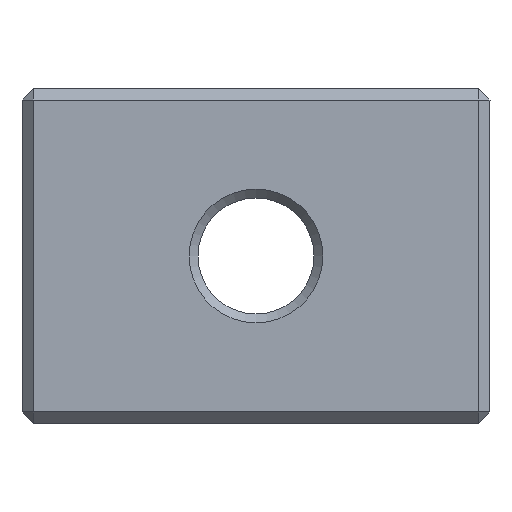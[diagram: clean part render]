
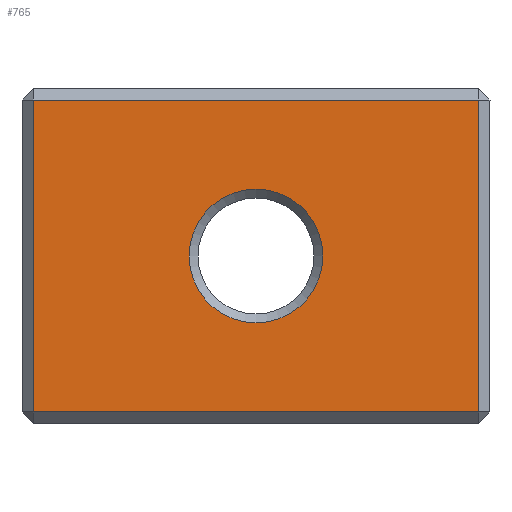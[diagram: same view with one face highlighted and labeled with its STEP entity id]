
A CAD part, front view. The second image highlights one B-rep face of the part: STEP entity #765.
In plain terms, the highlighted planar face has unit normal (0, -1, 0).
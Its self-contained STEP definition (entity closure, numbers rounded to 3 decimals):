
#46=PLANE('',#844);
#87=LINE('',#1173,#156);
#88=LINE('',#1176,#157);
#89=LINE('',#1178,#158);
#90=LINE('',#1180,#159);
#156=VECTOR('',#963,1000.);
#157=VECTOR('',#964,1000.);
#158=VECTOR('',#965,1000.);
#159=VECTOR('',#966,1000.);
#255=ORIENTED_EDGE('',*,*,#465,.T.);
#256=ORIENTED_EDGE('',*,*,#466,.T.);
#257=ORIENTED_EDGE('',*,*,#467,.T.);
#258=ORIENTED_EDGE('',*,*,#468,.T.);
#259=ORIENTED_EDGE('',*,*,#469,.T.);
#465=EDGE_CURVE('',#570,#571,#87,.T.);
#466=EDGE_CURVE('',#571,#572,#88,.T.);
#467=EDGE_CURVE('',#572,#573,#89,.T.);
#468=EDGE_CURVE('',#573,#570,#90,.T.);
#469=EDGE_CURVE('',#574,#574,#627,.T.);
#570=VERTEX_POINT('',#1174);
#571=VERTEX_POINT('',#1175);
#572=VERTEX_POINT('',#1177);
#573=VERTEX_POINT('',#1179);
#574=VERTEX_POINT('',#1182);
#627=CIRCLE('',#845,3.);
#650=EDGE_LOOP('',(#255,#256,#257,#258));
#651=EDGE_LOOP('',(#259));
#707=FACE_BOUND('',#650,.T.);
#708=FACE_BOUND('',#651,.T.);
#765=ADVANCED_FACE('',(#707,#708),#46,.T.);
#844=AXIS2_PLACEMENT_3D('',#1172,#961,#962);
#845=AXIS2_PLACEMENT_3D('',#1181,#967,#968);
#961=DIRECTION('',(0.,-1.,0.));
#962=DIRECTION('',(-1.,0.,0.));
#963=DIRECTION('',(0.,0.,1.));
#964=DIRECTION('',(-1.,0.,0.));
#965=DIRECTION('',(0.,0.,-1.));
#966=DIRECTION('',(1.,0.,0.));
#967=DIRECTION('',(0.,1.,0.));
#968=DIRECTION('',(1.,0.,0.));
#1172=CARTESIAN_POINT('',(-208.699,-55.,14.621));
#1173=CARTESIAN_POINT('',(-208.7,-55.,7.62));
#1174=CARTESIAN_POINT('',(-208.7,-55.,0.62));
#1175=CARTESIAN_POINT('',(-208.7,-55.,14.62));
#1176=CARTESIAN_POINT('',(-218.7,-55.,14.62));
#1177=CARTESIAN_POINT('',(-228.7,-55.,14.62));
#1178=CARTESIAN_POINT('',(-228.7,-55.,7.62));
#1179=CARTESIAN_POINT('',(-228.7,-55.,0.62));
#1180=CARTESIAN_POINT('',(-218.7,-55.,0.62));
#1181=CARTESIAN_POINT('',(-218.7,-55.,7.62));
#1182=CARTESIAN_POINT('',(-215.7,-55.,7.62));
